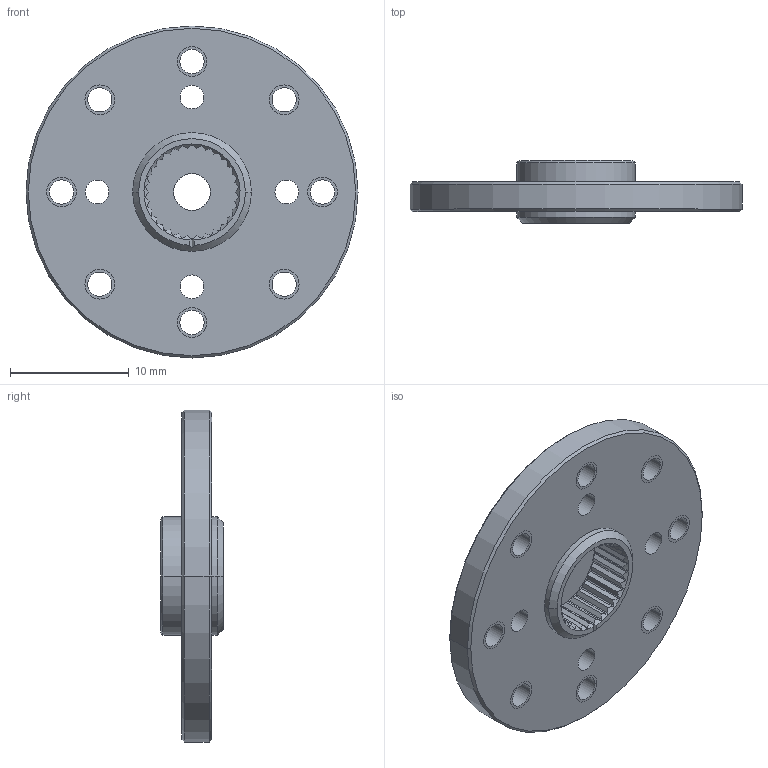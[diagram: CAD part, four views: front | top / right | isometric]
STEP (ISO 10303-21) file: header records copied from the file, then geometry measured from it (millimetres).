
FILE_DESCRIPTION((''),'2;1');
FILE_NAME('HN05_N_02','2011-11-07T',('Andy'),(''),'PRO/ENGINEER BY PARAMETRIC TECHNOLOGY CORPORATION, 2009060','PRO/ENGINEER BY PARAMETRIC TECHNOLOGY CORPORATION, 2009060','');
FILE_SCHEMA(('CONFIG_CONTROL_DESIGN'));
Length unit declared in the file: millimetre
Products named in the file (1): HN05_N_02
Bounding box: 28 x 5.3 x 28 mm (x, y, z)
Volume: 1450.2 mm3; surface area: 1885.5 mm2
Topology: 1 solids, 9 shells, 190 faces, 522 edges, 333 vertices
Faces by surface type: cylinder 80, plane 67, cone 43
Entity records: 6341 total; most frequent: CARTESIAN_POINT 1722, ORIENTED_EDGE 1000, DIRECTION 853, EDGE_CURVE 516, AXIS2_PLACEMENT_3D 333, VERTEX_POINT 333, EDGE_LOOP 221, FACE_OUTER_BOUND 190
